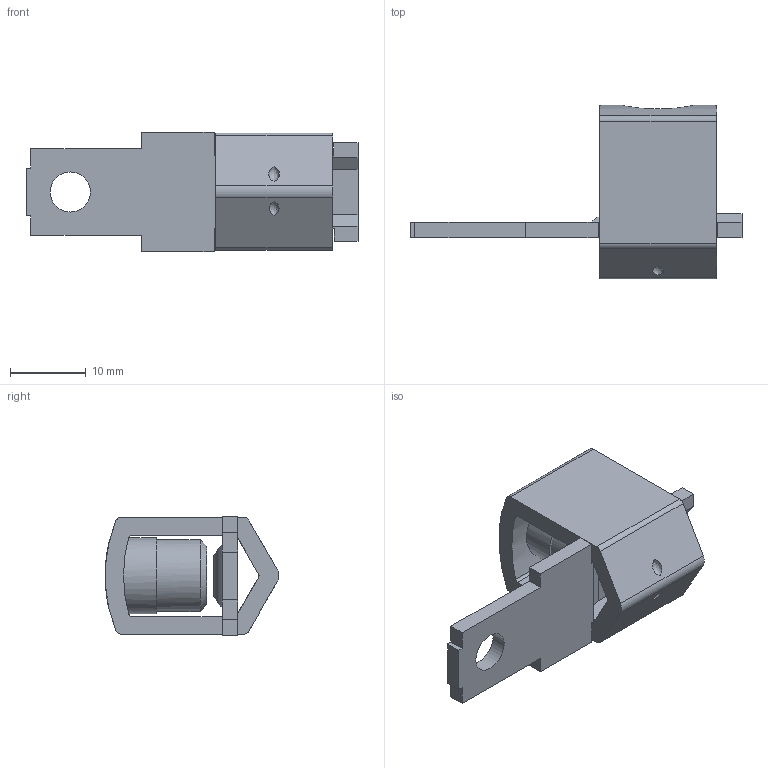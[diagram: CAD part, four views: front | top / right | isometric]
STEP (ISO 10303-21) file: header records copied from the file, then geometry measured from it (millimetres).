
FILE_DESCRIPTION (( 'STEP AP214' ), '1' );
FILE_NAME ('107633.STEP', '2016-12-20T23:12:04', ( '' ), ( '' ), 'SwSTEP 2.0', 'SolidWorks 2015', '' );
FILE_SCHEMA (( 'AUTOMOTIVE_DESIGN' ));
Length unit declared in the file: inch
Products named in the file (1): 107633
Bounding box: 43.97 x 23.02 x 15.88 mm (x, y, z)
Surface area: 4071.2 mm2 (no closed solid volume)
Topology: 0 solids, 3 shells, 65 faces, 197 edges, 132 vertices
Faces by surface type: plane 41, cylinder 18, cone 4, bspline 2
Full cylindrical faces by diameter (mm): 5.3 x1, 8.382 x1, 9.525 x1, 10.082 x1
Entity records: 3126 total; most frequent: CARTESIAN_POINT 557, DIRECTION 343, ORIENTED_EDGE 343, EDGE_CURVE 180, VECTOR 125, VERTEX_POINT 125, LINE 125, AXIS2_PLACEMENT_3D 109
